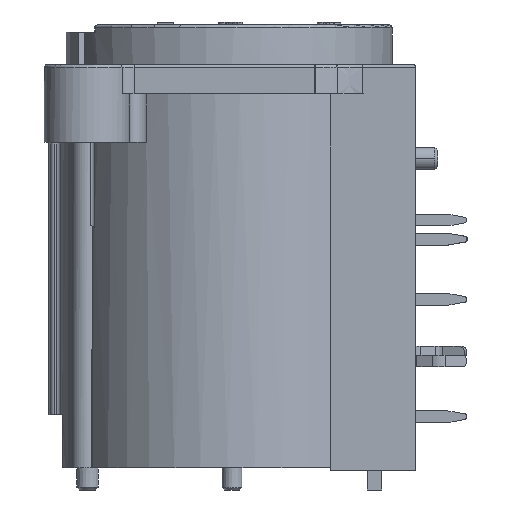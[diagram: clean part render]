
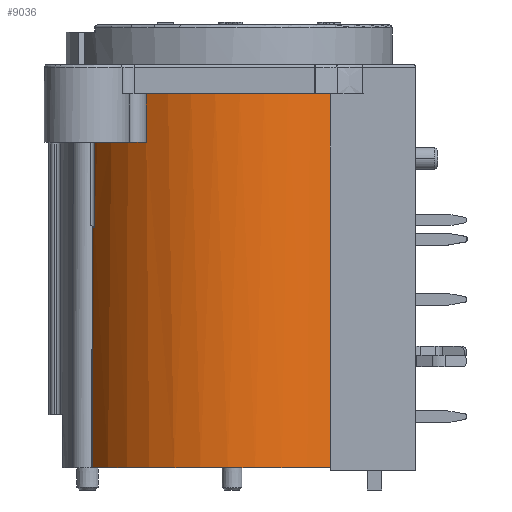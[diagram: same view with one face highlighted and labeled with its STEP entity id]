
A CAD part, left-side view. The second image highlights one B-rep face of the part: STEP entity #9036.
In plain terms, the highlighted cylindrical face has radius 10.9 mm (diameter 21.8 mm), a partial arc.
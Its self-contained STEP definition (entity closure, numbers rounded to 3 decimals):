
#137=CARTESIAN_POINT('',(12.8,14.,-8.2));
#138=DIRECTION('',(0.,0.,-1.));
#139=DIRECTION('',(-0.844,0.537,0.));
#140=AXIS2_PLACEMENT_3D('',#137,#138,#139);
#162=DIRECTION('',(0.,0.,1.));
#163=VECTOR('',#162,3.3);
#164=CARTESIAN_POINT('',(6.952,23.198,-8.2));
#165=LINE('',#164,#163);
#229=DIRECTION('',(0.,0.,-1.));
#230=VECTOR('',#229,25.493);
#231=CARTESIAN_POINT('',(4.2,7.303,-4.9));
#232=LINE('',#231,#230);
#233=CARTESIAN_POINT('',(7.249,23.381,-14.));
#234=CARTESIAN_POINT('',(7.244,23.378,-13.));
#235=CARTESIAN_POINT('',(7.235,23.372,-10.991));
#236=CARTESIAN_POINT('',(7.221,23.364,-7.917));
#237=CARTESIAN_POINT('',(7.211,23.358,-5.904));
#238=CARTESIAN_POINT('',(7.206,23.355,-4.9));
#240=DIRECTION('',(0.,0.,1.));
#241=VECTOR('',#240,3.3);
#242=CARTESIAN_POINT('',(3.602,19.848,-8.2));
#243=LINE('',#242,#241);
#244=CARTESIAN_POINT('',(12.8,14.,-4.9));
#245=DIRECTION('',(0.,0.,1.));
#246=DIRECTION('',(-0.844,0.537,0.));
#247=AXIS2_PLACEMENT_3D('',#244,#245,#246);
#2632=CARTESIAN_POINT('',(12.8,14.,-30.393));
#2633=DIRECTION('',(0.,0.,1.));
#2634=DIRECTION('',(-0.488,0.873,0.));
#2635=AXIS2_PLACEMENT_3D('',#2632,#2633,#2634);
#3946=CARTESIAN_POINT('',(12.8,14.,-4.9));
#3947=DIRECTION('',(0.,0.,-1.));
#3948=DIRECTION('',(-0.537,0.844,0.));
#3949=AXIS2_PLACEMENT_3D('',#3946,#3947,#3948);
#4002=CARTESIAN_POINT('',(7.249,23.381,-14.));
#4003=CARTESIAN_POINT('',(7.25,23.381,-14.));
#4004=CARTESIAN_POINT('',(7.252,23.382,-14.));
#4005=CARTESIAN_POINT('',(7.255,23.384,-14.));
#4006=CARTESIAN_POINT('',(7.256,23.385,-14.));
#4007=CARTESIAN_POINT('',(7.257,23.385,-14.));
#4021=CARTESIAN_POINT('',(12.8,14.,-14.));
#4022=DIRECTION('',(0.,0.,1.));
#4023=DIRECTION('',(-0.493,0.87,0.));
#4024=AXIS2_PLACEMENT_3D('',#4021,#4022,#4023);
#4039=CARTESIAN_POINT('',(7.505,23.527,-30.393));
#4040=CARTESIAN_POINT('',(7.48,23.514,-24.929));
#4041=CARTESIAN_POINT('',(7.455,23.499,-19.464));
#4042=CARTESIAN_POINT('',(7.43,23.485,-14.));
#4044=CARTESIAN_POINT('',(12.8,14.,-30.393));
#4045=DIRECTION('',(0.,0.,1.));
#4046=DIRECTION('',(-0.486,0.874,0.));
#4047=AXIS2_PLACEMENT_3D('',#4044,#4045,#4046);
#7539=CARTESIAN_POINT('',(6.952,23.198,-4.9));
#7540=CARTESIAN_POINT('',(7.206,23.355,-4.9));
#7541=VERTEX_POINT('',#7539);
#7542=VERTEX_POINT('',#7540);
#7560=CARTESIAN_POINT('',(6.952,23.198,-8.2));
#7561=VERTEX_POINT('',#7560);
#7562=CARTESIAN_POINT('',(3.602,19.848,-8.2));
#7563=VERTEX_POINT('',#7562);
#7564=CARTESIAN_POINT('',(3.602,19.848,-4.9));
#7565=VERTEX_POINT('',#7564);
#8488=CARTESIAN_POINT('',(7.43,23.485,-14.));
#8489=CARTESIAN_POINT('',(7.257,23.385,-14.));
#8490=VERTEX_POINT('',#8488);
#8491=VERTEX_POINT('',#8489);
#8492=VERTEX_POINT('',#4002);
#8493=VERTEX_POINT('',#4039);
#8494=CARTESIAN_POINT('',(7.486,23.517,-30.393));
#8495=VERTEX_POINT('',#8494);
#8562=CARTESIAN_POINT('',(4.2,7.303,-30.393));
#8564=VERTEX_POINT('',#8562);
#8567=CARTESIAN_POINT('',(4.2,7.303,-4.9));
#8568=VERTEX_POINT('',#8567);
#9007=CARTESIAN_POINT('',(12.8,14.,-8.9));
#9008=DIRECTION('',(0.,0.,-1.));
#9009=DIRECTION('',(-1.,0.,0.));
#9010=AXIS2_PLACEMENT_3D('',#9007,#9008,#9009);
#9011=CYLINDRICAL_SURFACE('',#9010,10.9);
#9013=ORIENTED_EDGE('',*,*,#9012,.T.);
#9015=ORIENTED_EDGE('',*,*,#9014,.F.);
#9017=ORIENTED_EDGE('',*,*,#9016,.F.);
#9019=ORIENTED_EDGE('',*,*,#9018,.T.);
#9021=ORIENTED_EDGE('',*,*,#9020,.T.);
#9023=ORIENTED_EDGE('',*,*,#9022,.F.);
#9025=ORIENTED_EDGE('',*,*,#9024,.T.);
#9027=ORIENTED_EDGE('',*,*,#9026,.F.);
#9028=ORIENTED_EDGE('',*,*,#8911,.F.);
#9029=ORIENTED_EDGE('',*,*,#8893,.F.);
#9031=ORIENTED_EDGE('',*,*,#9030,.T.);
#9033=ORIENTED_EDGE('',*,*,#9032,.T.);
#9034=EDGE_LOOP('',(#9013,#9015,#9017,#9019,#9021,#9023,#9025,#9027,#9028,#9029,
#9031,#9033));
#9035=FACE_OUTER_BOUND('',#9034,.F.);
#9036=ADVANCED_FACE('',(#9035),#9011,.T.);
#141=CIRCLE('',#140,10.9);
#239=B_SPLINE_CURVE_WITH_KNOTS('',3,(#233,#234,#235,#236,#237,#238),
.UNSPECIFIED.,.F.,.F.,(4,1,1,4),(0.,0.333,0.667,1.),
.UNSPECIFIED.);
#248=CIRCLE('',#247,10.9);
#2636=CIRCLE('',#2635,10.9);
#3950=CIRCLE('',#3949,10.9);
#4008=B_SPLINE_CURVE_WITH_KNOTS('',3,(#4002,#4003,#4004,#4005,#4006,#4007),
.UNSPECIFIED.,.F.,.F.,(4,1,1,4),(0.,0.333,0.667,1.),
.UNSPECIFIED.);
#4025=CIRCLE('',#4024,10.9);
#4043=B_SPLINE_CURVE_WITH_KNOTS('',3,(#4039,#4040,#4041,#4042),.UNSPECIFIED.,
.F.,.F.,(4,4),(0.,1.),.UNSPECIFIED.);
#4048=CIRCLE('',#4047,10.9);
#8893=EDGE_CURVE('',#7563,#7561,#141,.T.);
#8911=EDGE_CURVE('',#7561,#7541,#165,.T.);
#9012=EDGE_CURVE('',#8568,#8564,#232,.T.);
#9014=EDGE_CURVE('',#8495,#8564,#2636,.T.);
#9016=EDGE_CURVE('',#8493,#8495,#4048,.T.);
#9018=EDGE_CURVE('',#8493,#8490,#4043,.T.);
#9020=EDGE_CURVE('',#8490,#8491,#4025,.T.);
#9022=EDGE_CURVE('',#8492,#8491,#4008,.T.);
#9024=EDGE_CURVE('',#8492,#7542,#239,.T.);
#9026=EDGE_CURVE('',#7541,#7542,#3950,.T.);
#9030=EDGE_CURVE('',#7563,#7565,#243,.T.);
#9032=EDGE_CURVE('',#7565,#8568,#248,.T.);
